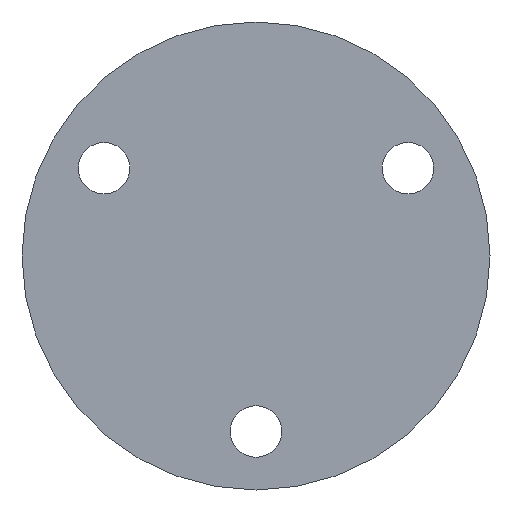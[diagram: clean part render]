
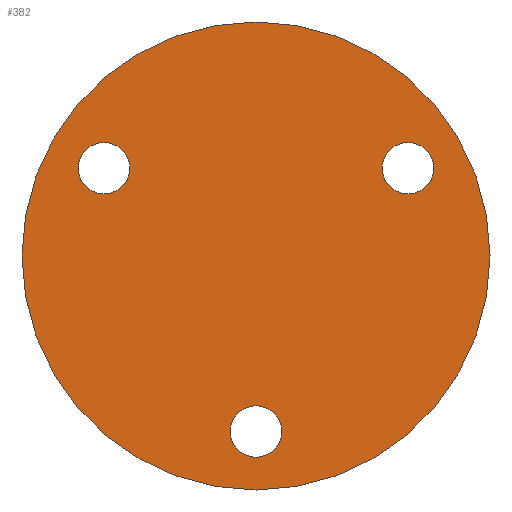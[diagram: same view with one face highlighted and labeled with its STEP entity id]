
A CAD part, front view. The second image highlights one B-rep face of the part: STEP entity #382.
In plain terms, the highlighted planar face has unit normal (0, -1, 0).
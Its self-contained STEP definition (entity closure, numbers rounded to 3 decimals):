
#3 = CARTESIAN_POINT ( 'NONE',  ( 0., 0., -32. ) ) ;
#4 = DIRECTION ( 'NONE',  ( 0., 1., 0. ) ) ;
#7 = EDGE_CURVE ( 'NONE', #287, #88, #44, .T. ) ;
#19 = DIRECTION ( 'NONE',  ( 0., 1., 0. ) ) ;
#22 = ORIENTED_EDGE ( 'NONE', *, *, #42, .F. ) ;
#26 = CIRCLE ( 'NONE', #250, 5.5 ) ;
#32 = ORIENTED_EDGE ( 'NONE', *, *, #272, .T. ) ;
#37 = DIRECTION ( 'NONE',  ( 0., 0., 1. ) ) ;
#40 = DIRECTION ( 'NONE',  ( 0., 0., 1. ) ) ;
#42 = EDGE_CURVE ( 'NONE', #385, #73, #285, .T. ) ;
#44 = CIRCLE ( 'NONE', #338, 5.5 ) ;
#47 = PLANE ( 'NONE',  #173 ) ;
#53 = CARTESIAN_POINT ( 'NONE',  ( 32.476, 0., 18.75 ) ) ;
#57 = CARTESIAN_POINT ( 'NONE',  ( 0., 0., 50. ) ) ;
#61 = CIRCLE ( 'NONE', #157, 5.5 ) ;
#69 = CARTESIAN_POINT ( 'NONE',  ( -32.476, 0., 24.25 ) ) ;
#73 = VERTEX_POINT ( 'NONE', #57 ) ;
#86 = CIRCLE ( 'NONE', #372, 5.5 ) ;
#88 = VERTEX_POINT ( 'NONE', #210 ) ;
#98 = EDGE_LOOP ( 'NONE', ( #22, #348 ) ) ;
#100 = VERTEX_POINT ( 'NONE', #329 ) ;
#103 = CARTESIAN_POINT ( 'NONE',  ( 32.476, 0., 13.25 ) ) ;
#104 = EDGE_CURVE ( 'NONE', #323, #387, #61, .T. ) ;
#109 = ORIENTED_EDGE ( 'NONE', *, *, #170, .T. ) ;
#122 = EDGE_CURVE ( 'NONE', #387, #323, #86, .T. ) ;
#143 = CARTESIAN_POINT ( 'NONE',  ( 0., 0., 0. ) ) ;
#156 = CARTESIAN_POINT ( 'NONE',  ( -32.476, 0., 18.75 ) ) ;
#157 = AXIS2_PLACEMENT_3D ( 'NONE', #53, #181, #241 ) ;
#158 = DIRECTION ( 'NONE',  ( 0., 1., 0. ) ) ;
#167 = ORIENTED_EDGE ( 'NONE', *, *, #104, .T. ) ;
#170 = EDGE_CURVE ( 'NONE', #100, #232, #218, .T. ) ;
#173 = AXIS2_PLACEMENT_3D ( 'NONE', #143, #386, #40 ) ;
#175 = FACE_BOUND ( 'NONE', #270, .T. ) ;
#181 = DIRECTION ( 'NONE',  ( 0., 1., 0. ) ) ;
#185 = EDGE_CURVE ( 'NONE', #73, #385, #192, .T. ) ;
#186 = EDGE_CURVE ( 'NONE', #232, #100, #26, .T. ) ;
#192 = CIRCLE ( 'NONE', #198, 50. ) ;
#194 = CARTESIAN_POINT ( 'NONE',  ( 0., 0., -37.5 ) ) ;
#198 = AXIS2_PLACEMENT_3D ( 'NONE', #343, #341, #221 ) ;
#199 = CARTESIAN_POINT ( 'NONE',  ( -32.476, 0., 18.75 ) ) ;
#208 = ORIENTED_EDGE ( 'NONE', *, *, #7, .T. ) ;
#210 = CARTESIAN_POINT ( 'NONE',  ( -32.476, 0., 13.25 ) ) ;
#214 = DIRECTION ( 'NONE',  ( 0., 0., 1. ) ) ;
#218 = CIRCLE ( 'NONE', #359, 5.5 ) ;
#220 = DIRECTION ( 'NONE',  ( 0., 1., 0. ) ) ;
#221 = DIRECTION ( 'NONE',  ( 0., 0., 1. ) ) ;
#222 = CARTESIAN_POINT ( 'NONE',  ( 0., 0., -37.5 ) ) ;
#226 = DIRECTION ( 'NONE',  ( 0., 0., 1. ) ) ;
#229 = CIRCLE ( 'NONE', #393, 5.5 ) ;
#232 = VERTEX_POINT ( 'NONE', #3 ) ;
#241 = DIRECTION ( 'NONE',  ( 0., 0., 1. ) ) ;
#246 = DIRECTION ( 'NONE',  ( 0., 1., 0. ) ) ;
#247 = DIRECTION ( 'NONE',  ( 0., 0., 1. ) ) ;
#250 = AXIS2_PLACEMENT_3D ( 'NONE', #194, #220, #316 ) ;
#260 = CARTESIAN_POINT ( 'NONE',  ( 32.476, 0., 24.25 ) ) ;
#265 = CARTESIAN_POINT ( 'NONE',  ( 0., 0., -50. ) ) ;
#270 = EDGE_LOOP ( 'NONE', ( #167, #383 ) ) ;
#272 = EDGE_CURVE ( 'NONE', #88, #287, #229, .T. ) ;
#278 = CARTESIAN_POINT ( 'NONE',  ( 0., 0., 0. ) ) ;
#285 = CIRCLE ( 'NONE', #322, 50. ) ;
#287 = VERTEX_POINT ( 'NONE', #69 ) ;
#288 = DIRECTION ( 'NONE',  ( 0., 0., 1. ) ) ;
#291 = FACE_OUTER_BOUND ( 'NONE', #98, .T. ) ;
#294 = ORIENTED_EDGE ( 'NONE', *, *, #186, .T. ) ;
#312 = CARTESIAN_POINT ( 'NONE',  ( 32.476, 0., 18.75 ) ) ;
#316 = DIRECTION ( 'NONE',  ( 0., 0., 1. ) ) ;
#318 = FACE_BOUND ( 'NONE', #354, .T. ) ;
#322 = AXIS2_PLACEMENT_3D ( 'NONE', #278, #394, #247 ) ;
#323 = VERTEX_POINT ( 'NONE', #260 ) ;
#324 = FACE_BOUND ( 'NONE', #380, .T. ) ;
#329 = CARTESIAN_POINT ( 'NONE',  ( 0., 0., -43. ) ) ;
#338 = AXIS2_PLACEMENT_3D ( 'NONE', #156, #246, #214 ) ;
#341 = DIRECTION ( 'NONE',  ( 0., 1., 0. ) ) ;
#343 = CARTESIAN_POINT ( 'NONE',  ( 0., 0., 0. ) ) ;
#348 = ORIENTED_EDGE ( 'NONE', *, *, #185, .F. ) ;
#354 = EDGE_LOOP ( 'NONE', ( #208, #32 ) ) ;
#359 = AXIS2_PLACEMENT_3D ( 'NONE', #222, #158, #226 ) ;
#372 = AXIS2_PLACEMENT_3D ( 'NONE', #312, #4, #37 ) ;
#380 = EDGE_LOOP ( 'NONE', ( #294, #109 ) ) ;
#382 = ADVANCED_FACE ( 'NONE', ( #318, #175, #324, #291 ), #47, .F. ) ;
#383 = ORIENTED_EDGE ( 'NONE', *, *, #122, .T. ) ;
#385 = VERTEX_POINT ( 'NONE', #265 ) ;
#386 = DIRECTION ( 'NONE',  ( 0., 1., 0. ) ) ;
#387 = VERTEX_POINT ( 'NONE', #103 ) ;
#393 = AXIS2_PLACEMENT_3D ( 'NONE', #199, #19, #288 ) ;
#394 = DIRECTION ( 'NONE',  ( 0., 1., 0. ) ) ;
